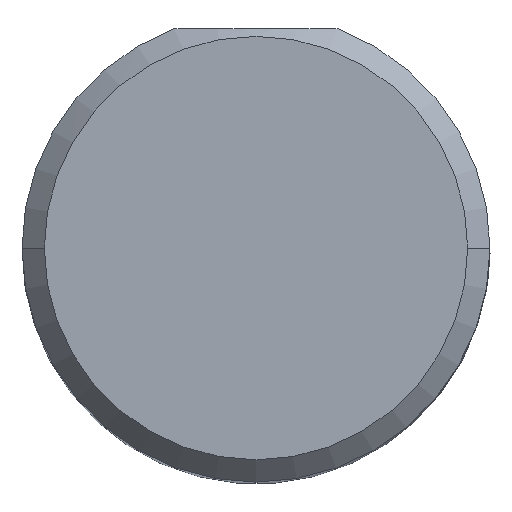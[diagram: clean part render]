
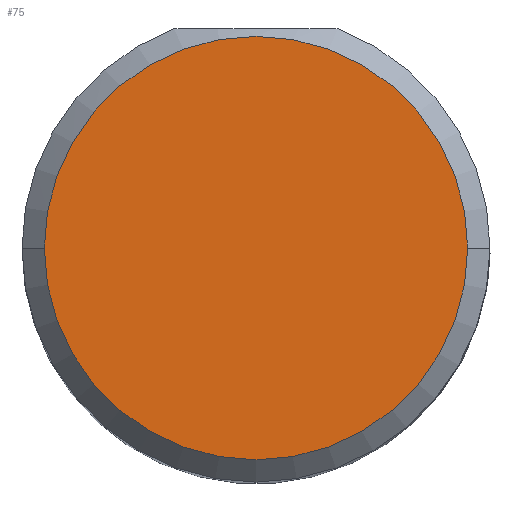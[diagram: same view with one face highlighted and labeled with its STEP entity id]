
A CAD part, top view. The second image highlights one B-rep face of the part: STEP entity #75.
In plain terms, the highlighted planar face has unit normal (0, 0, 1).
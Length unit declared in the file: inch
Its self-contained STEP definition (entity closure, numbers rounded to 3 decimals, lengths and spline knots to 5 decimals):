
#18 = DIRECTION ( 'NONE',  ( 0., 0., 1. ) ) ;
#75 = ADVANCED_FACE ( 'NONE', ( #299 ), #428, .T. ) ;
#96 = CARTESIAN_POINT ( 'NONE',  ( 0., 0., 2.48032 ) ) ;
#117 = DIRECTION ( 'NONE',  ( 0., 0., 1. ) ) ;
#121 = ORIENTED_EDGE ( 'NONE', *, *, #202, .T. ) ;
#136 = CARTESIAN_POINT ( 'NONE',  ( -0.14248, 0., 2.48032 ) ) ;
#154 = DIRECTION ( 'NONE',  ( 1., 0., 0. ) ) ;
#194 = CARTESIAN_POINT ( 'NONE',  ( 0., 0., 2.48032 ) ) ;
#202 = EDGE_CURVE ( 'NONE', #238, #326, #288, .T. ) ;
#236 = DIRECTION ( 'NONE',  ( 1., 0., 0. ) ) ;
#238 = VERTEX_POINT ( 'NONE', #403 ) ;
#246 = CIRCLE ( 'NONE', #460, 0.14248 ) ;
#260 = DIRECTION ( 'NONE',  ( 1., 0., 0. ) ) ;
#271 = CARTESIAN_POINT ( 'NONE',  ( 0., 0., 2.48032 ) ) ;
#288 = CIRCLE ( 'NONE', #523, 0.14248 ) ;
#296 = EDGE_CURVE ( 'NONE', #326, #238, #246, .T. ) ;
#299 = FACE_OUTER_BOUND ( 'NONE', #399, .T. ) ;
#326 = VERTEX_POINT ( 'NONE', #136 ) ;
#399 = EDGE_LOOP ( 'NONE', ( #435, #121 ) ) ;
#403 = CARTESIAN_POINT ( 'NONE',  ( 0.14248, 0., 2.48032 ) ) ;
#428 = PLANE ( 'NONE',  #492 ) ;
#435 = ORIENTED_EDGE ( 'NONE', *, *, #296, .T. ) ;
#460 = AXIS2_PLACEMENT_3D ( 'NONE', #271, #479, #154 ) ;
#479 = DIRECTION ( 'NONE',  ( 0., 0., 1. ) ) ;
#492 = AXIS2_PLACEMENT_3D ( 'NONE', #96, #18, #260 ) ;
#523 = AXIS2_PLACEMENT_3D ( 'NONE', #194, #117, #236 ) ;
